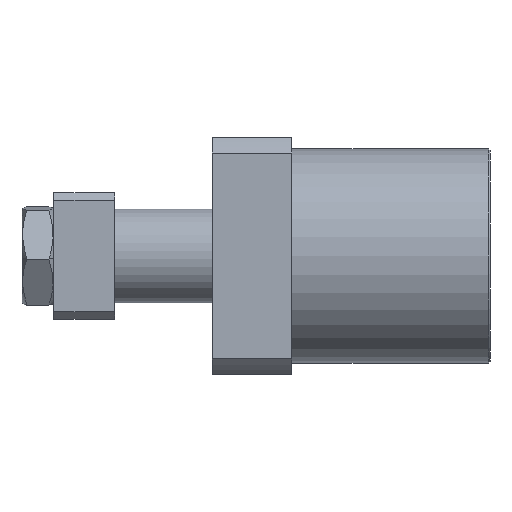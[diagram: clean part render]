
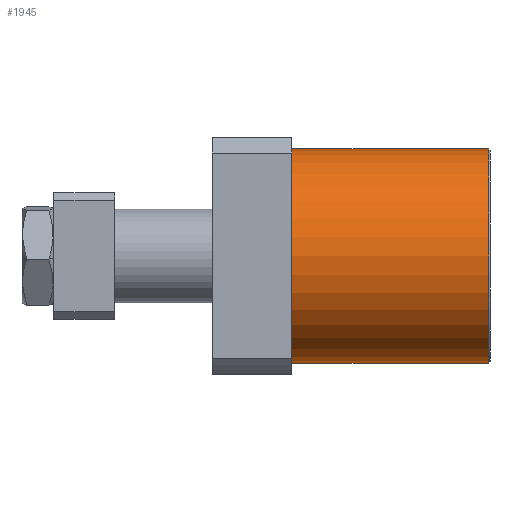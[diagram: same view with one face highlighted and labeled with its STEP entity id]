
A CAD part, left-side view. The second image highlights one B-rep face of the part: STEP entity #1945.
In plain terms, the highlighted cylindrical face has radius 40.5 mm (diameter 81 mm), a partial arc.
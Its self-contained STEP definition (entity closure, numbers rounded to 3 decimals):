
#3 = VERTEX_POINT ( 'NONE', #5014 ) ;
#4 = VERTEX_POINT ( 'NONE', #5168 ) ;
#36 = VERTEX_POINT ( 'NONE', #5174 ) ;
#305 = FACE_OUTER_BOUND ( 'NONE', #1482, .T. ) ;
#323 = CYLINDRICAL_SURFACE ( 'NONE', #661, 40.5 ) ;
#661 = AXIS2_PLACEMENT_3D ( 'NONE', #2671, #2672, #2677 ) ;
#697 = AXIS2_PLACEMENT_3D ( 'NONE', #5576, #5575, #5574 ) ;
#751 = AXIS2_PLACEMENT_3D ( 'NONE', #5922, #5921, #5920 ) ;
#1080 = EDGE_CURVE ( 'NONE', #4, #3, #3122, .T. ) ;
#1094 = EDGE_CURVE ( 'NONE', #3, #1807, #3832, .T. ) ;
#1095 = EDGE_CURVE ( 'NONE', #4, #36, #3484, .T. ) ;
#1163 = EDGE_CURVE ( 'NONE', #36, #1807, #3416, .T. ) ;
#1482 = EDGE_LOOP ( 'NONE', ( #3403, #3971, #3459, #3881 ) ) ;
#1807 = VERTEX_POINT ( 'NONE', #2739 ) ;
#1945 = ADVANCED_FACE ( 'NONE', ( #305 ), #323, .T. ) ;
#2671 = CARTESIAN_POINT ( 'NONE',  ( 0., 75., 0. ) ) ;
#2672 = DIRECTION ( 'NONE',  ( 0., -1., 0. ) ) ;
#2677 = DIRECTION ( 'NONE',  ( 0., 0., -1. ) ) ;
#2739 = CARTESIAN_POINT ( 'NONE',  ( 0., 0.5, 40.5 ) ) ;
#3120 = VECTOR ( 'NONE', #5876, 1000. ) ;
#3122 = CIRCLE ( 'NONE', #751, 40.5 ) ;
#3403 = ORIENTED_EDGE ( 'NONE', *, *, #1094, .F. ) ;
#3416 = CIRCLE ( 'NONE', #697, 40.5 ) ;
#3459 = ORIENTED_EDGE ( 'NONE', *, *, #1095, .T. ) ;
#3484 = LINE ( 'NONE', #5872, #3776 ) ;
#3776 = VECTOR ( 'NONE', #5866, 1000. ) ;
#3832 = LINE ( 'NONE', #5871, #3120 ) ;
#3881 = ORIENTED_EDGE ( 'NONE', *, *, #1163, .T. ) ;
#3971 = ORIENTED_EDGE ( 'NONE', *, *, #1080, .F. ) ;
#5014 = CARTESIAN_POINT ( 'NONE',  ( 0., 75., 40.5 ) ) ;
#5168 = CARTESIAN_POINT ( 'NONE',  ( 0., 75., -40.5 ) ) ;
#5174 = CARTESIAN_POINT ( 'NONE',  ( 0., 0.5, -40.5 ) ) ;
#5574 = DIRECTION ( 'NONE',  ( 0., 0., 1. ) ) ;
#5575 = DIRECTION ( 'NONE',  ( 0., 1., 0. ) ) ;
#5576 = CARTESIAN_POINT ( 'NONE',  ( 0., 0.5, 0. ) ) ;
#5866 = DIRECTION ( 'NONE',  ( 0., -1., 0. ) ) ;
#5871 = CARTESIAN_POINT ( 'NONE',  ( 0., 75., 40.5 ) ) ;
#5872 = CARTESIAN_POINT ( 'NONE',  ( 0., 75., -40.5 ) ) ;
#5876 = DIRECTION ( 'NONE',  ( 0., -1., 0. ) ) ;
#5920 = DIRECTION ( 'NONE',  ( 0., 0., 1. ) ) ;
#5921 = DIRECTION ( 'NONE',  ( 0., 1., 0. ) ) ;
#5922 = CARTESIAN_POINT ( 'NONE',  ( 0., 75., 0. ) ) ;
